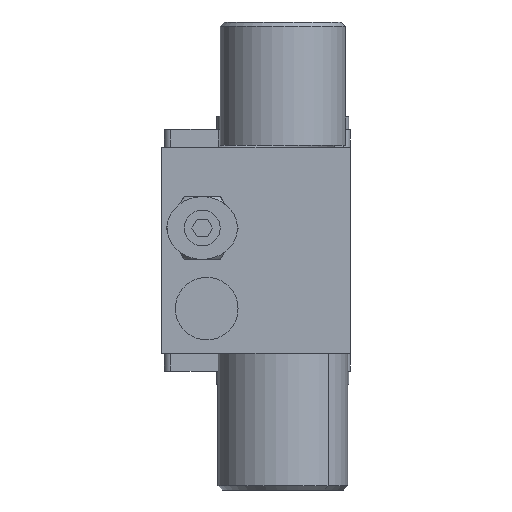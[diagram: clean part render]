
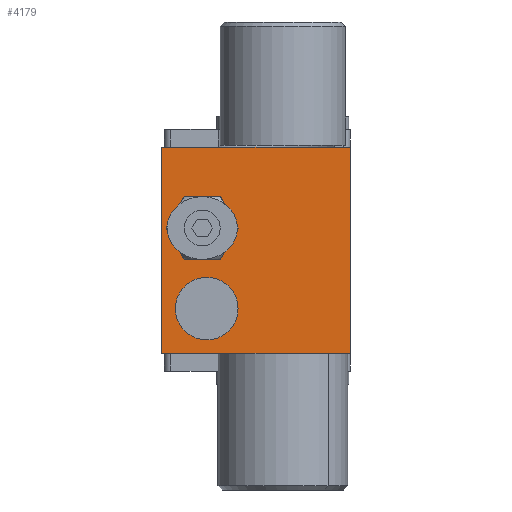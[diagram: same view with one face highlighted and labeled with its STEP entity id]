
A CAD part, left-side view. The second image highlights one B-rep face of the part: STEP entity #4179.
In plain terms, the highlighted planar face has unit normal (-1, 0, 0).
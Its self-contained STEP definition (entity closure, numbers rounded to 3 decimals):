
#7 = CARTESIAN_POINT ( 'NONE',  ( -19.34, 13.49, -20. ) ) ;
#55 = CARTESIAN_POINT ( 'NONE',  ( -19.34, 23.49, 23. ) ) ;
#1287 = CIRCLE ( 'NONE', #14576, 7. ) ;
#1293 = EDGE_CURVE ( 'NONE', #5168, #5277, #5411, .T. ) ;
#1328 = EDGE_CURVE ( 'NONE', #6479, #5168, #5578, .T. ) ;
#1336 = EDGE_CURVE ( 'NONE', #6479, #5594, #5252, .T. ) ;
#1350 = EDGE_CURVE ( 'NONE', #6214, #5207, #1995, .T. ) ;
#1474 = EDGE_CURVE ( 'NONE', #5509, #6188, #1915, .T. ) ;
#1483 = EDGE_CURVE ( 'NONE', #5594, #5277, #13660, .T. ) ;
#1484 = EDGE_CURVE ( 'NONE', #5207, #6214, #1287, .T. ) ;
#1915 = CIRCLE ( 'NONE', #14572, 5.25 ) ;
#1995 = CIRCLE ( 'NONE', #10695, 7. ) ;
#2965 = CARTESIAN_POINT ( 'NONE',  ( -19.34, 14.49, 5. ) ) ;
#2966 = DIRECTION ( 'NONE',  ( 1., 0., 0. ) ) ;
#2967 = DIRECTION ( 'NONE',  ( 0., 1., 0. ) ) ;
#3422 = CARTESIAN_POINT ( 'NONE',  ( -19.34, 23.49, -23. ) ) ;
#3453 = CARTESIAN_POINT ( 'NONE',  ( -19.34, 13.49, -6. ) ) ;
#3503 = CARTESIAN_POINT ( 'NONE',  ( -19.34, -18.51, -23. ) ) ;
#3617 = CARTESIAN_POINT ( 'NONE',  ( -19.34, 14.49, -0.25 ) ) ;
#3671 = CARTESIAN_POINT ( 'NONE',  ( -19.34, -18.51, 23. ) ) ;
#3731 = CARTESIAN_POINT ( 'NONE',  ( -19.34, 14.49, 10.25 ) ) ;
#4179 = ADVANCED_FACE ( 'NONE', ( #16307, #16302, #16300 ), #7624, .F. ) ;
#4466 = EDGE_CURVE ( 'NONE', #6188, #5509, #5077, .T. ) ;
#5077 = CIRCLE ( 'NONE', #14831, 5.25 ) ;
#5158 = CARTESIAN_POINT ( 'NONE',  ( -19.34, 13.49, -13. ) ) ;
#5168 = VERTEX_POINT ( 'NONE', #3422 ) ;
#5207 = VERTEX_POINT ( 'NONE', #3453 ) ;
#5249 = DIRECTION ( 'NONE',  ( 0., -1., 0. ) ) ;
#5250 = CARTESIAN_POINT ( 'NONE',  ( -19.34, 23.49, 23. ) ) ;
#5252 = LINE ( 'NONE', #5250, #10701 ) ;
#5277 = VERTEX_POINT ( 'NONE', #3503 ) ;
#5289 = DIRECTION ( 'NONE',  ( 0., 0., 1. ) ) ;
#5307 = DIRECTION ( 'NONE',  ( -1., 0., 0. ) ) ;
#5409 = DIRECTION ( 'NONE',  ( 0., -1., 0. ) ) ;
#5410 = CARTESIAN_POINT ( 'NONE',  ( -19.34, 23.49, -23. ) ) ;
#5411 = LINE ( 'NONE', #5410, #10710 ) ;
#5509 = VERTEX_POINT ( 'NONE', #3617 ) ;
#5560 = CARTESIAN_POINT ( 'NONE',  ( -19.34, 23.49, 23. ) ) ;
#5570 = DIRECTION ( 'NONE',  ( 0., 0., -1. ) ) ;
#5578 = LINE ( 'NONE', #5560, #10672 ) ;
#5594 = VERTEX_POINT ( 'NONE', #3671 ) ;
#6188 = VERTEX_POINT ( 'NONE', #3731 ) ;
#6214 = VERTEX_POINT ( 'NONE', #7 ) ;
#6479 = VERTEX_POINT ( 'NONE', #55 ) ;
#6790 = ORIENTED_EDGE ( 'NONE', *, *, #1484, .F. ) ;
#6795 = ORIENTED_EDGE ( 'NONE', *, *, #4466, .T. ) ;
#6797 = ORIENTED_EDGE ( 'NONE', *, *, #1336, .F. ) ;
#6802 = ORIENTED_EDGE ( 'NONE', *, *, #1350, .F. ) ;
#6814 = ORIENTED_EDGE ( 'NONE', *, *, #1293, .T. ) ;
#6927 = ORIENTED_EDGE ( 'NONE', *, *, #1474, .T. ) ;
#7108 = ORIENTED_EDGE ( 'NONE', *, *, #1328, .T. ) ;
#7117 = ORIENTED_EDGE ( 'NONE', *, *, #1483, .F. ) ;
#7624 = PLANE ( 'NONE',  #16303 ) ;
#7625 = CARTESIAN_POINT ( 'NONE',  ( -19.34, 23.49, 23. ) ) ;
#7626 = DIRECTION ( 'NONE',  ( 1., 0., 0. ) ) ;
#7627 = DIRECTION ( 'NONE',  ( 0., 1., 0. ) ) ;
#10672 = VECTOR ( 'NONE', #5570, 1000. ) ;
#10695 = AXIS2_PLACEMENT_3D ( 'NONE', #5158, #5307, #5289 ) ;
#10701 = VECTOR ( 'NONE', #5249, 1000. ) ;
#10710 = VECTOR ( 'NONE', #5409, 1000. ) ;
#12822 = EDGE_LOOP ( 'NONE', ( #6790, #6802 ) ) ;
#12967 = EDGE_LOOP ( 'NONE', ( #6814, #7117, #6797, #7108 ) ) ;
#13059 = EDGE_LOOP ( 'NONE', ( #6795, #6927 ) ) ;
#13599 = CARTESIAN_POINT ( 'NONE',  ( -19.34, 14.49, 5. ) ) ;
#13601 = DIRECTION ( 'NONE',  ( 1., 0., 0. ) ) ;
#13602 = DIRECTION ( 'NONE',  ( 0., 1., 0. ) ) ;
#13631 = DIRECTION ( 'NONE',  ( -1., 0., 0. ) ) ;
#13637 = DIRECTION ( 'NONE',  ( 0., 0., 1. ) ) ;
#13657 = DIRECTION ( 'NONE',  ( 0., 0., -1. ) ) ;
#13660 = LINE ( 'NONE', #13751, #14580 ) ;
#13719 = CARTESIAN_POINT ( 'NONE',  ( -19.34, 13.49, -13. ) ) ;
#13751 = CARTESIAN_POINT ( 'NONE',  ( -19.34, -18.51, 23. ) ) ;
#14572 = AXIS2_PLACEMENT_3D ( 'NONE', #13599, #13601, #13602 ) ;
#14576 = AXIS2_PLACEMENT_3D ( 'NONE', #13719, #13631, #13637 ) ;
#14580 = VECTOR ( 'NONE', #13657, 1000. ) ;
#14831 = AXIS2_PLACEMENT_3D ( 'NONE', #2965, #2966, #2967 ) ;
#16300 = FACE_OUTER_BOUND ( 'NONE', #12967, .T. ) ;
#16302 = FACE_BOUND ( 'NONE', #12822, .T. ) ;
#16303 = AXIS2_PLACEMENT_3D ( 'NONE', #7625, #7626, #7627 ) ;
#16307 = FACE_BOUND ( 'NONE', #13059, .T. ) ;
